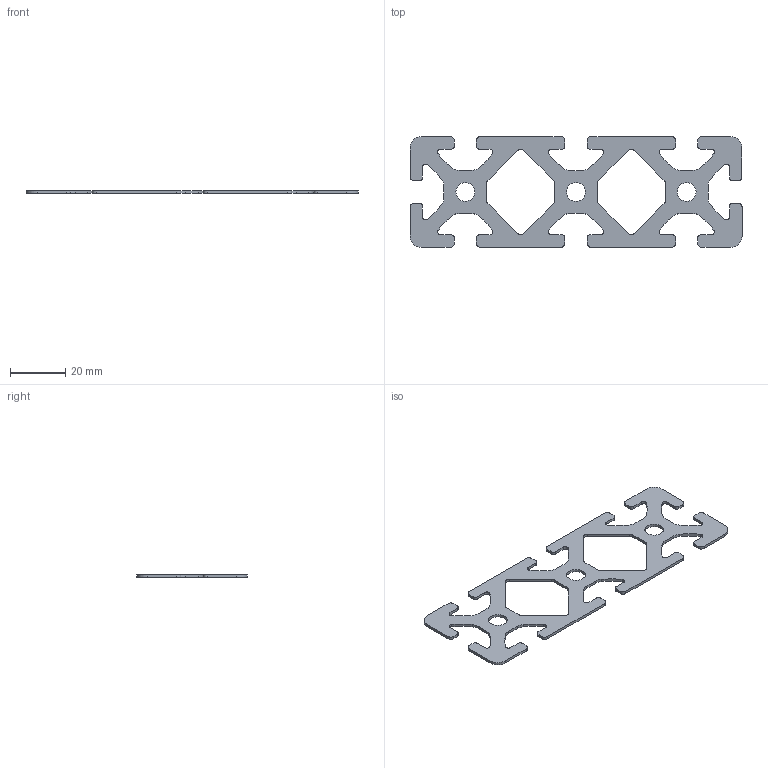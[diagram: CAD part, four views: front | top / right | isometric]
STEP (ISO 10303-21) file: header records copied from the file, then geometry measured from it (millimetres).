
FILE_DESCRIPTION(/* description */ ('ISB Aluminum Profile 40x120-Z'),/* implementation_level */ '2;1');
FILE_NAME(/* name */ '1007493.ipt.stp',/* time_stamp */ '2020-04-01T16:44:53+02:00',/* author */ (''),/* organization */ ('COOMACH'),/* preprocessor_version */ 'ST-DEVELOPER v16.5',/* originating_system */ 'Autodesk Inventor 2017',/* authorisation */ '');
FILE_SCHEMA (('AUTOMOTIVE_DESIGN { 1 0 10303 214 3 1 1 }'));
Length unit declared in the file: millimetre
Products named in the file (1): 1007493
Bounding box: 120 x 40 x 1 mm (x, y, z)
Volume: 2462.7 mm3; surface area: 5771 mm2
Topology: 1 solids, 1 shells, 165 faces, 489 edges, 326 vertices
Faces by surface type: cylinder 99, plane 66
Full cylindrical faces by diameter (mm): 6.8 x3
Entity records: 5636 total; most frequent: DIRECTION 1016, CARTESIAN_POINT 978, ORIENTED_EDGE 972, EDGE_CURVE 486, AXIS2_PLACEMENT_3D 364, VERTEX_POINT 326, LINE 288, VECTOR 288
